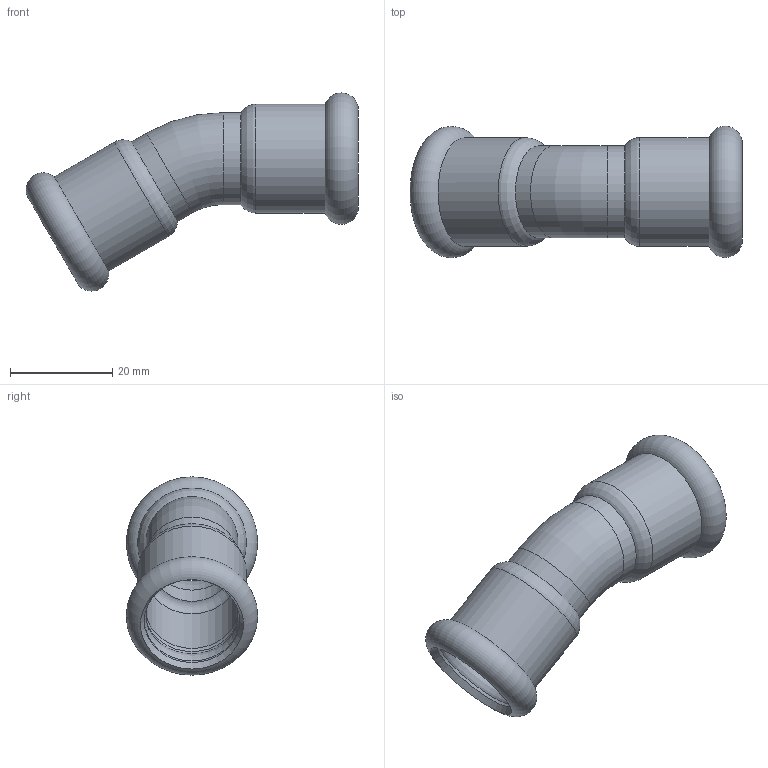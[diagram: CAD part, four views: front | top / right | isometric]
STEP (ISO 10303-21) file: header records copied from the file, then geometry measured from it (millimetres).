
FILE_DESCRIPTION(/* description */ ('CURVA 30° FEMMINA-FEMMINA DN18 Raggio stretto (INOXPRES)'),/* implementation_level */ '2;1');
FILE_NAME(/* name */ '181018300_Inoxpres.stp',/* time_stamp */ '2022-10-17T08:45:18+02:00',/* author */ ('Vault'),/* organization */ ('Raccorderie metalliche s.p.a. '),/* preprocessor_version */ 'ST-DEVELOPER v18.1',/* originating_system */ 'Autodesk Inventor 2020',/* authorisation */ 'Raccorderie metalliche s.p.a. ');
FILE_SCHEMA (('AUTOMOTIVE_DESIGN { 1 0 10303 214 3 1 1 }'));
Length unit declared in the file: millimetre
Products named in the file (1): 181018300_Inoxpres
Bounding box: 64.96 x 25.71 x 38.79 mm (x, y, z)
Volume: 7091.6 mm3; surface area: 8174.1 mm2
Topology: 1 solids, 1 shells, 26 faces, 90 edges, 64 vertices
Faces by surface type: torus 12, cylinder 12, cone 2
Full cylindrical faces by diameter (mm): 15 x2, 18 x2, 18.3 x2, 18.7 x4, 21.3 x2
Entity records: 1095 total; most frequent: DIRECTION 220, CARTESIAN_POINT 181, ORIENTED_EDGE 180, AXIS2_PLACEMENT_3D 103, EDGE_CURVE 90, CIRCLE 76, VERTEX_POINT 64, FACE_OUTER_BOUND 26
